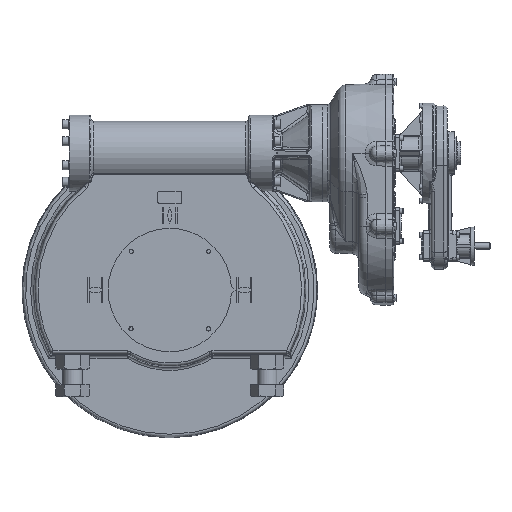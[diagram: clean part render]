
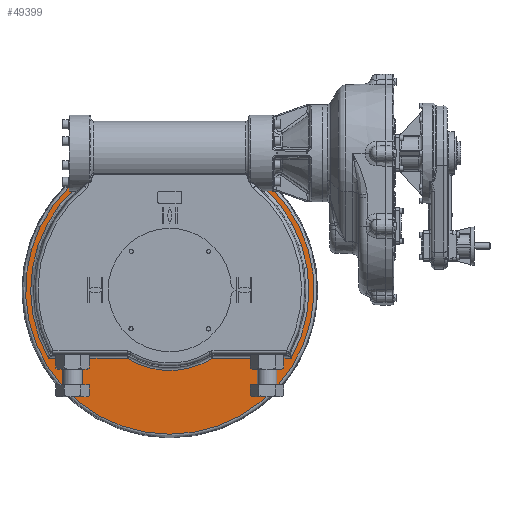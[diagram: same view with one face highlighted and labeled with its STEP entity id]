
A CAD part, front view. The second image highlights one B-rep face of the part: STEP entity #49399.
In plain terms, the highlighted planar face has unit normal (0, -1, 0).
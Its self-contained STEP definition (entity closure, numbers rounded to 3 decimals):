
#1398=B_SPLINE_CURVE_WITH_KNOTS('',3,(#89113,#89114,#89115,#89116,#89117),
 .UNSPECIFIED.,.F.,.F.,(4,1,4),(0.,0.001,0.002),
 .UNSPECIFIED.);
#1401=B_SPLINE_CURVE_WITH_KNOTS('',3,(#89152,#89153,#89154,#89155,#89156),
 .UNSPECIFIED.,.F.,.F.,(4,1,4),(0.,0.001,0.002),
 .UNSPECIFIED.);
#1434=B_SPLINE_CURVE_WITH_KNOTS('',3,(#90099,#90100,#90101,#90102),
 .UNSPECIFIED.,.F.,.F.,(4,4),(0.,1.),.UNSPECIFIED.);
#1437=B_SPLINE_CURVE_WITH_KNOTS('',3,(#90174,#90175,#90176,#90177),
 .UNSPECIFIED.,.F.,.F.,(4,4),(0.,1.),.UNSPECIFIED.);
#4310=LINE('',#89077,#7568);
#4311=LINE('',#89109,#7569);
#4312=LINE('',#89121,#7570);
#4313=LINE('',#89148,#7571);
#4314=LINE('',#89369,#7572);
#4315=LINE('',#89373,#7573);
#7568=VECTOR('',#66321,1000.);
#7569=VECTOR('',#66324,1000.);
#7570=VECTOR('',#66333,1000.);
#7571=VECTOR('',#66340,1000.);
#7572=VECTOR('',#66357,1000.);
#7573=VECTOR('',#66362,1000.);
#9672=PLANE('',#54455);
#21273=ORIENTED_EDGE('',*,*,#30023,.F.);
#21274=ORIENTED_EDGE('',*,*,#30021,.T.);
#21275=ORIENTED_EDGE('',*,*,#30019,.T.);
#21276=ORIENTED_EDGE('',*,*,#30096,.T.);
#21277=ORIENTED_EDGE('',*,*,#30116,.T.);
#21278=ORIENTED_EDGE('',*,*,#30040,.T.);
#21279=ORIENTED_EDGE('',*,*,#30114,.T.);
#21280=ORIENTED_EDGE('',*,*,#30038,.T.);
#21281=ORIENTED_EDGE('',*,*,#30110,.T.);
#21282=ORIENTED_EDGE('',*,*,#30099,.T.);
#21283=ORIENTED_EDGE('',*,*,#30016,.T.);
#21284=ORIENTED_EDGE('',*,*,#30029,.T.);
#21285=ORIENTED_EDGE('',*,*,#30027,.F.);
#21286=ORIENTED_EDGE('',*,*,#30025,.T.);
#30016=EDGE_CURVE('',#35354,#35353,#4310,.T.);
#30019=EDGE_CURVE('',#35356,#35355,#4311,.T.);
#30021=EDGE_CURVE('',#35357,#35356,#1398,.T.);
#30023=EDGE_CURVE('',#35357,#35358,#4312,.F.);
#30025=EDGE_CURVE('',#35359,#35358,#38376,.T.);
#30027=EDGE_CURVE('',#35359,#35360,#4313,.T.);
#30029=EDGE_CURVE('',#35353,#35360,#1401,.T.);
#30038=EDGE_CURVE('',#35362,#35361,#4314,.T.);
#30040=EDGE_CURVE('',#35363,#35364,#4315,.T.);
#30096=EDGE_CURVE('',#35355,#35397,#1434,.T.);
#30099=EDGE_CURVE('',#35398,#35354,#1437,.T.);
#30110=EDGE_CURVE('',#35361,#35398,#38418,.F.);
#30114=EDGE_CURVE('',#35364,#35362,#38421,.F.);
#30116=EDGE_CURVE('',#35397,#35363,#38422,.F.);
#35353=VERTEX_POINT('',#89076);
#35354=VERTEX_POINT('',#89078);
#35355=VERTEX_POINT('',#89108);
#35356=VERTEX_POINT('',#89110);
#35357=VERTEX_POINT('',#89118);
#35358=VERTEX_POINT('',#89122);
#35359=VERTEX_POINT('',#89135);
#35360=VERTEX_POINT('',#89149);
#35361=VERTEX_POINT('',#89368);
#35362=VERTEX_POINT('',#89370);
#35363=VERTEX_POINT('',#89374);
#35364=VERTEX_POINT('',#89375);
#35397=VERTEX_POINT('',#90079);
#35398=VERTEX_POINT('',#90173);
#38376=CIRCLE('',#54388,474.073);
#38418=CIRCLE('',#54446,457.546);
#38421=CIRCLE('',#54451,264.546);
#38422=CIRCLE('',#54454,457.546);
#41642=EDGE_LOOP('',(#21273,#21274,#21275,#21276,#21277,#21278,#21279,#21280,
#21281,#21282,#21283,#21284,#21285,#21286));
#45332=FACE_BOUND('',#41642,.T.);
#49399=ADVANCED_FACE('',(#45332),#9672,.T.);
#54388=AXIS2_PLACEMENT_3D('',#89134,#66336,#66337);
#54446=AXIS2_PLACEMENT_3D('',#90405,#66455,#66456);
#54451=AXIS2_PLACEMENT_3D('',#90417,#66465,#66466);
#54454=AXIS2_PLACEMENT_3D('',#90427,#66471,#66472);
#54455=AXIS2_PLACEMENT_3D('',#90428,#66473,#66474);
#66321=DIRECTION('',(0.,0.,1.));
#66324=DIRECTION('',(0.,0.,-1.));
#66333=DIRECTION('',(-1.,0.,0.));
#66336=DIRECTION('',(0.,-1.,0.));
#66337=DIRECTION('',(1.,0.,0.));
#66340=DIRECTION('',(1.,0.,0.));
#66357=DIRECTION('',(-1.,0.,0.));
#66362=DIRECTION('',(-1.,0.,0.));
#66455=DIRECTION('',(0.,-1.,0.));
#66456=DIRECTION('',(1.,0.,0.));
#66465=DIRECTION('',(0.,-1.,0.));
#66466=DIRECTION('',(1.,0.,0.));
#66471=DIRECTION('',(0.,-1.,0.));
#66472=DIRECTION('',(1.,0.,0.));
#66473=DIRECTION('',(0.,-1.,0.));
#66474=DIRECTION('',(1.,0.,0.));
#89076=CARTESIAN_POINT('',(-310.,-65.,339.203));
#89077=CARTESIAN_POINT('',(-310.,-65.,450.));
#89078=CARTESIAN_POINT('',(-310.,-65.,337.018));
#89108=CARTESIAN_POINT('',(310.,-65.,337.018));
#89109=CARTESIAN_POINT('',(310.,-65.,-486.));
#89110=CARTESIAN_POINT('',(310.,-65.,339.203));
#89113=CARTESIAN_POINT('',(311.,-65.,338.067));
#89114=CARTESIAN_POINT('',(310.717,-65.,338.067));
#89115=CARTESIAN_POINT('',(310.183,-65.,338.357));
#89116=CARTESIAN_POINT('',(310.,-65.,338.921));
#89117=CARTESIAN_POINT('',(310.,-65.,339.203));
#89118=CARTESIAN_POINT('',(311.,-65.,338.067));
#89121=CARTESIAN_POINT('',(1775.493,-65.,338.067));
#89122=CARTESIAN_POINT('',(332.349,-65.,338.067));
#89134=CARTESIAN_POINT('',(0.,-65.,0.));
#89135=CARTESIAN_POINT('',(-332.349,-65.,338.067));
#89148=CARTESIAN_POINT('',(-1775.493,-65.,338.067));
#89149=CARTESIAN_POINT('',(-311.,-65.,338.067));
#89152=CARTESIAN_POINT('',(-310.,-65.,339.203));
#89153=CARTESIAN_POINT('',(-310.,-65.,338.921));
#89154=CARTESIAN_POINT('',(-310.182,-65.,338.359));
#89155=CARTESIAN_POINT('',(-310.716,-65.,338.067));
#89156=CARTESIAN_POINT('',(-311.,-65.,338.067));
#89368=CARTESIAN_POINT('',(-398.657,-65.,-224.546));
#89369=CARTESIAN_POINT('',(-392.972,-65.,-224.546));
#89370=CARTESIAN_POINT('',(-139.87,-65.,-224.546));
#89373=CARTESIAN_POINT('',(137.081,-65.,-224.546));
#89374=CARTESIAN_POINT('',(398.657,-65.,-224.546));
#89375=CARTESIAN_POINT('',(139.87,-65.,-224.546));
#90079=CARTESIAN_POINT('',(309.463,-65.,337.018));
#90099=CARTESIAN_POINT('',(310.,-65.,337.018));
#90100=CARTESIAN_POINT('',(309.821,-65.,337.018));
#90101=CARTESIAN_POINT('',(309.642,-65.,337.018));
#90102=CARTESIAN_POINT('',(309.463,-65.,337.018));
#90173=CARTESIAN_POINT('',(-309.463,-65.,337.018));
#90174=CARTESIAN_POINT('',(-309.463,-65.,337.018));
#90175=CARTESIAN_POINT('',(-309.642,-65.,337.018));
#90176=CARTESIAN_POINT('',(-309.821,-65.,337.018));
#90177=CARTESIAN_POINT('',(-310.,-65.,337.018));
#90405=CARTESIAN_POINT('',(0.,-65.,0.));
#90417=CARTESIAN_POINT('',(0.,-65.,0.));
#90427=CARTESIAN_POINT('',(0.,-65.,0.));
#90428=CARTESIAN_POINT('',(0.,-65.,-486.));
